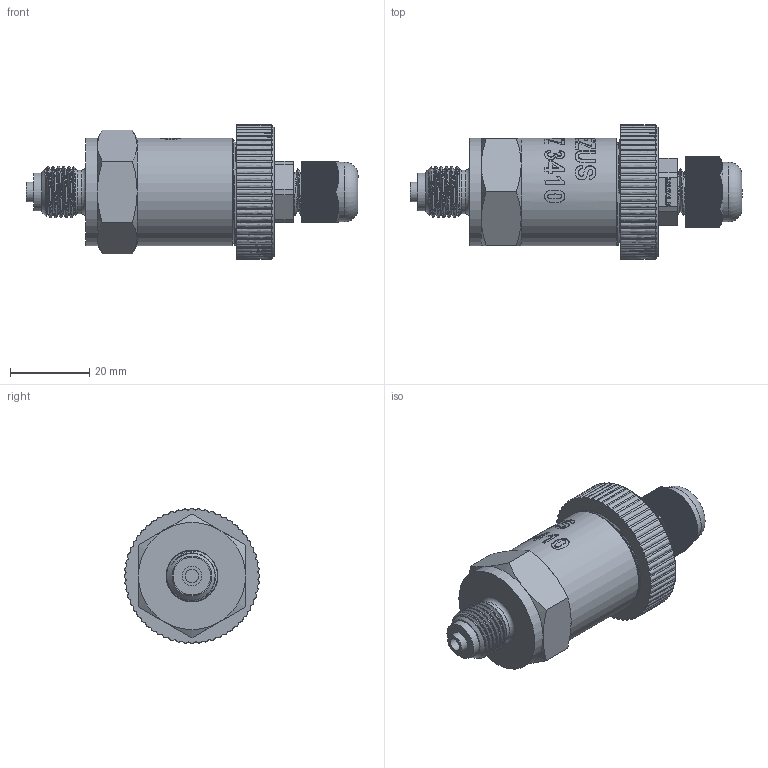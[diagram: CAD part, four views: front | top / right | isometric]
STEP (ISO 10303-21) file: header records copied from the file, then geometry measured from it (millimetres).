
FILE_DESCRIPTION(/* description */ (''),/* implementation_level */ '2;1');
FILE_NAME(/* name */ 'APZ3410_G1''4EN_CableGland.step',/* time_stamp */ '2021-07-09T14:28:22+03:00',/* author */ (''),/* organization */ (''),/* preprocessor_version */ 'ST-DEVELOPER v18.1',/* originating_system */ 'Autodesk Translation Framework v10.9.0.1377',/* authorisation */ '');
FILE_SCHEMA (('AUTOMOTIVE_DESIGN { 1 0 10303 214 3 1 1 }'));
Products named in the file (8): (Unsaved); OMAL nut M27x1.5 v8; Ш100.000.001 v4; M12x1.5 Cable gland v4; Cable gland; Rubber gasket; M12 Domed nut; G 1/4 EN
Assembly tree (7 placements, depth 3):
  (Unsaved)
    OMAL nut M27x1.5 v8
    Ш100.000.001 v4
    M12x1.5 Cable gland v4
      Cable gland
      Rubber gasket
      M12 Domed nut
    G 1/4 EN
Bounding box: 83.64 x 34 x 34 mm (x, y, z)
Volume: 35291.4 mm3; surface area: 15946.2 mm2
Topology: 6 solids, 6 shells, 2666 faces, 7802 edges, 5195 vertices
Faces by surface type: plane 1481, cylinder 769, bspline 387, cone 25, torus 3, sphere 1
Full cylindrical faces by diameter (mm): 1 x6, 3.3 x1, 5 x1, 7.5 x1, 8 x1, 9.5 x1, 9.976 x5, 10 x6, 10.376 x4, 10.526 x3, 11 x1, 11.445 x4, 11.6 x4, 12 x5, 12.203 x3, 12.6 x1, 15 x1, 17 x1, 21.4 x2, 22.3 x1, 24.5 x1, 25.132 x4, 25.526 x4, 26.85 x3, 27 x2, 27.208 x5
Entity records: 121816 total; most frequent: CARTESIAN_POINT 53115, ORIENTED_EDGE 15604, DIRECTION 12750, EDGE_CURVE 7802, VERTEX_POINT 5195, LINE 4446, VECTOR 4446, AXIS2_PLACEMENT_3D 4152
